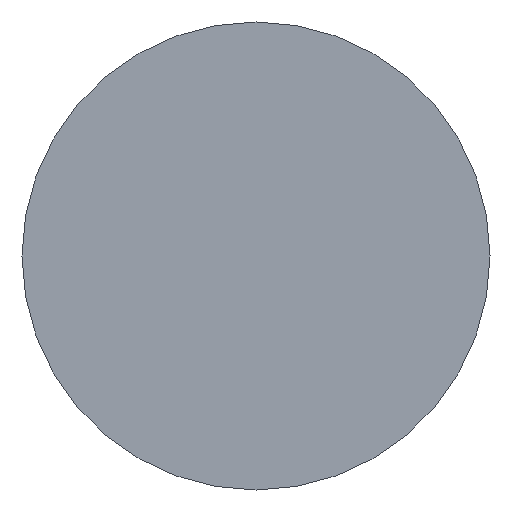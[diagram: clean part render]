
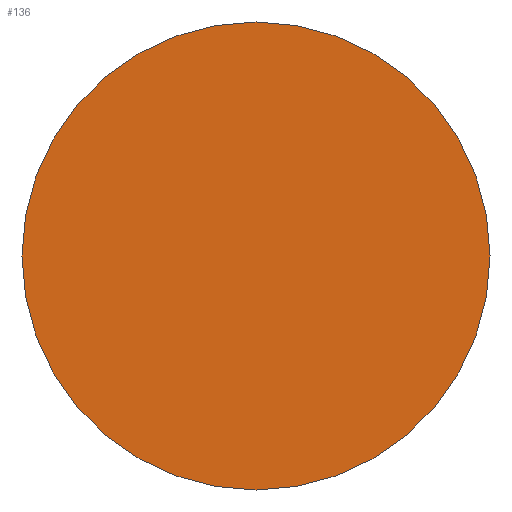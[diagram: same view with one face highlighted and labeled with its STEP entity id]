
A CAD part, front view. The second image highlights one B-rep face of the part: STEP entity #136.
In plain terms, the highlighted planar face has unit normal (0, -1, 0).
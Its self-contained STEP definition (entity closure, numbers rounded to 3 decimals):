
#2 = VERTEX_POINT ( 'NONE', #44 ) ;
#8 = AXIS2_PLACEMENT_3D ( 'NONE', #75, #98, #128 ) ;
#13 = CIRCLE ( 'NONE', #36, 17.5 ) ;
#28 = DIRECTION ( 'NONE',  ( 0., 1., 0. ) ) ;
#30 = DIRECTION ( 'NONE',  ( 0., 1., 0. ) ) ;
#34 = ORIENTED_EDGE ( 'NONE', *, *, #42, .F. ) ;
#36 = AXIS2_PLACEMENT_3D ( 'NONE', #99, #28, #86 ) ;
#42 = EDGE_CURVE ( 'NONE', #2, #111, #13, .T. ) ;
#44 = CARTESIAN_POINT ( 'NONE',  ( 0., 0., 17.5 ) ) ;
#45 = EDGE_LOOP ( 'NONE', ( #116, #34 ) ) ;
#55 = CARTESIAN_POINT ( 'NONE',  ( 0., 0., -17.5 ) ) ;
#56 = FACE_OUTER_BOUND ( 'NONE', #45, .T. ) ;
#64 = CIRCLE ( 'NONE', #8, 17.5 ) ;
#75 = CARTESIAN_POINT ( 'NONE',  ( 0., 0., 0. ) ) ;
#86 = DIRECTION ( 'NONE',  ( 0., 0., 1. ) ) ;
#98 = DIRECTION ( 'NONE',  ( 0., 1., 0. ) ) ;
#99 = CARTESIAN_POINT ( 'NONE',  ( 0., 0., 0. ) ) ;
#107 = EDGE_CURVE ( 'NONE', #111, #2, #64, .T. ) ;
#111 = VERTEX_POINT ( 'NONE', #55 ) ;
#116 = ORIENTED_EDGE ( 'NONE', *, *, #107, .F. ) ;
#128 = DIRECTION ( 'NONE',  ( 0., 0., 1. ) ) ;
#130 = CARTESIAN_POINT ( 'NONE',  ( 0., 0., 0. ) ) ;
#136 = ADVANCED_FACE ( 'NONE', ( #56 ), #141, .F. ) ;
#139 = AXIS2_PLACEMENT_3D ( 'NONE', #130, #30, #140 ) ;
#140 = DIRECTION ( 'NONE',  ( 0., 0., 1. ) ) ;
#141 = PLANE ( 'NONE',  #139 ) ;
